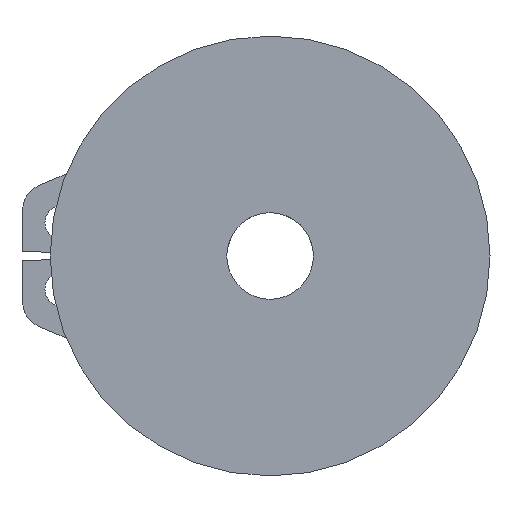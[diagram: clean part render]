
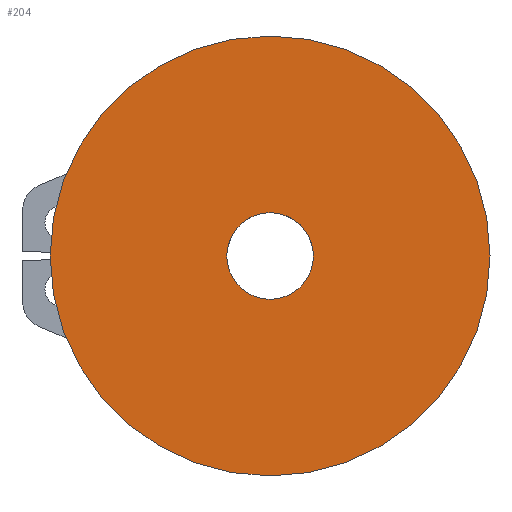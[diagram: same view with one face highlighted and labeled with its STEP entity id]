
A CAD part, left-side view. The second image highlights one B-rep face of the part: STEP entity #204.
In plain terms, the highlighted face is planar.
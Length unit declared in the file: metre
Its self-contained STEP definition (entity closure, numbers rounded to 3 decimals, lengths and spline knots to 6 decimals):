
#204 = ADVANCED_FACE( '', ( #406, #407 ), #408, .F. );
#406 = FACE_BOUND( '', #619, .T. );
#407 = FACE_OUTER_BOUND( '', #620, .T. );
#408 = PLANE( '', #621 );
#619 = EDGE_LOOP( '', ( #1296 ) );
#620 = EDGE_LOOP( '', ( #1297 ) );
#621 = AXIS2_PLACEMENT_3D( '', #1298, #1299, #1300 );
#1296 = ORIENTED_EDGE( '', *, *, #1579, .F. );
#1297 = ORIENTED_EDGE( '', *, *, #1673, .F. );
#1298 = CARTESIAN_POINT( '', ( 0., 0., 0. ) );
#1299 = DIRECTION( '', ( 0., 0., 1. ) );
#1300 = DIRECTION( '', ( 1., 0., 0. ) );
#1579 = EDGE_CURVE( '', #1802, #1802, #1803, .F. );
#1673 = EDGE_CURVE( '', #1952, #1952, #1953, .T. );
#1802 = VERTEX_POINT( '', #2133 );
#1803 = CIRCLE( '', #2134, 0.0015 );
#1952 = VERTEX_POINT( '', #2764 );
#1953 = CIRCLE( '', #2765, 0.00762 );
#2133 = CARTESIAN_POINT( '', ( 0.0015, 0., 0. ) );
#2134 = AXIS2_PLACEMENT_3D( '', #2925, #2926, #2927 );
#2764 = CARTESIAN_POINT( '', ( 0.00762, 0., 0. ) );
#2765 = AXIS2_PLACEMENT_3D( '', #3026, #3027, #3028 );
#2925 = CARTESIAN_POINT( '', ( 0., 0., 0. ) );
#2926 = DIRECTION( '', ( 0., 0., 1. ) );
#2927 = DIRECTION( '', ( 1., 0., 0. ) );
#3026 = CARTESIAN_POINT( '', ( 0., 0., 0. ) );
#3027 = DIRECTION( '', ( 0., 0., 1. ) );
#3028 = DIRECTION( '', ( 1., 0., 0. ) );
